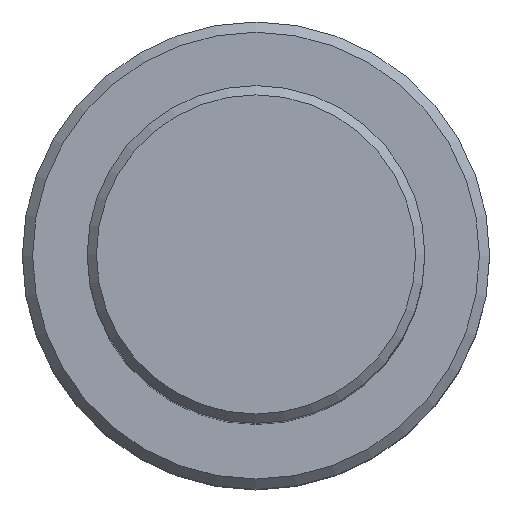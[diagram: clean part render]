
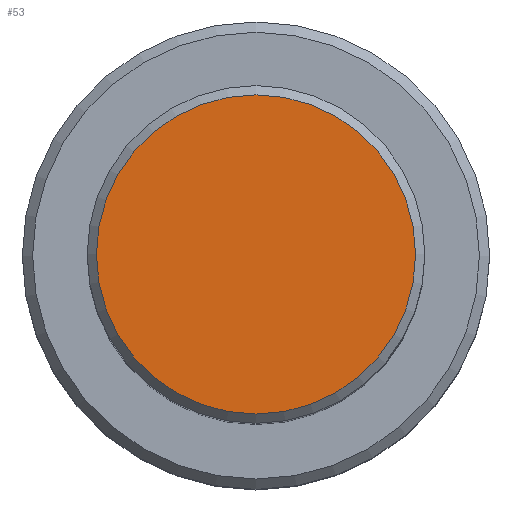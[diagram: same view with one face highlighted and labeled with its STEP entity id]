
A CAD part, top view. The second image highlights one B-rep face of the part: STEP entity #53.
In plain terms, the highlighted planar face has unit normal (0, 0, 1).
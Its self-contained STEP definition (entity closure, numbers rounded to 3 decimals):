
#42=PLANE('',#297);
#49=FACE_OUTER_BOUND('',#121,.T.);
#53=ADVANCED_FACE('',(#49),#42,.T.);
#121=EDGE_LOOP('',(#161));
#161=ORIENTED_EDGE('',*,*,#221,.F.);
#201=VERTEX_POINT('',#439);
#221=EDGE_CURVE('',#201,#201,#241,.T.);
#241=CIRCLE('',#296,11.811);
#296=AXIS2_PLACEMENT_3D('',#438,#351,#352);
#297=AXIS2_PLACEMENT_3D('',#440,#353,#354);
#351=DIRECTION('',(0.,0.,-1.));
#352=DIRECTION('',(-1.,0.,0.));
#353=DIRECTION('',(0.,0.,1.));
#354=DIRECTION('',(1.,0.,0.));
#438=CARTESIAN_POINT('',(0.,0.,0.));
#439=CARTESIAN_POINT('',(-11.811,0.,0.));
#440=CARTESIAN_POINT('',(10.229,-5.905,0.));
